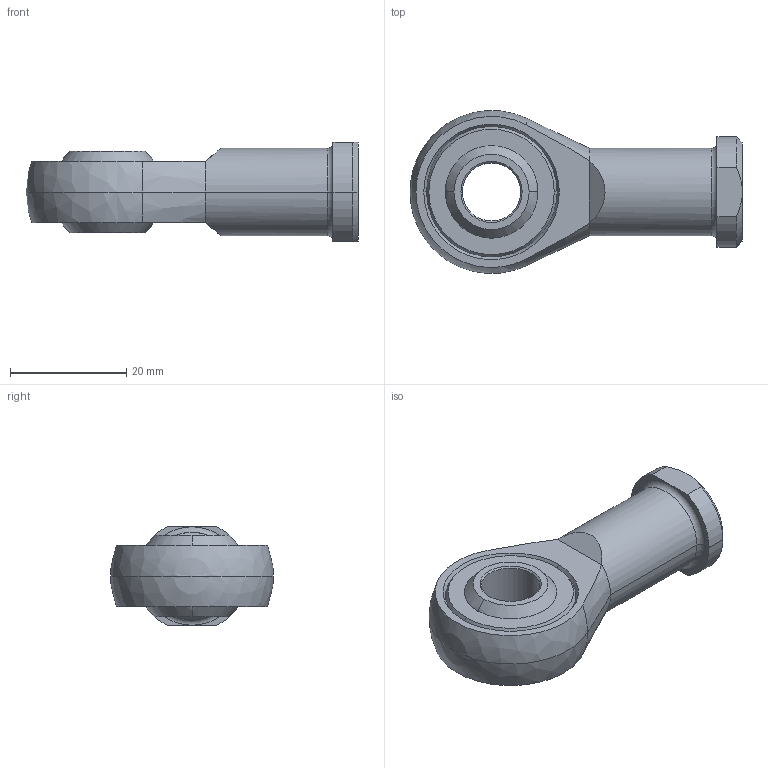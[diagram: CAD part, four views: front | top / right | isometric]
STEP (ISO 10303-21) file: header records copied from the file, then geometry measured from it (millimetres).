
FILE_DESCRIPTION(('STEP AP214'),'1');
FILE_NAME('gisw10.stp','2022-07-07T15:47:32',('TraceParts'),('TraceParts S.A.'),'Spatial InterOp 3D',' ',' ');
FILE_SCHEMA(('AUTOMOTIVE_DESIGN { 1 0 10303 214 1 1 1 1 }'));
Length unit declared in the file: millimetre
Products named in the file (1): gisw10_1
Bounding box: 57 x 27.95 x 17 mm (x, y, z)
Volume: 9545 mm3; surface area: 6167.2 mm2
Topology: 2 solids, 2 shells, 60 faces, 132 edges, 78 vertices
Faces by surface type: cone 24, plane 14, cylinder 10, sphere 10, torus 2
Entity records: 2178 total; most frequent: DIRECTION 326, CARTESIAN_POINT 316, ORIENTED_EDGE 256, AXIS2_PLACEMENT_3D 144, EDGE_CURVE 128, CIRCLE 80, VERTEX_POINT 78, EDGE_LOOP 70
